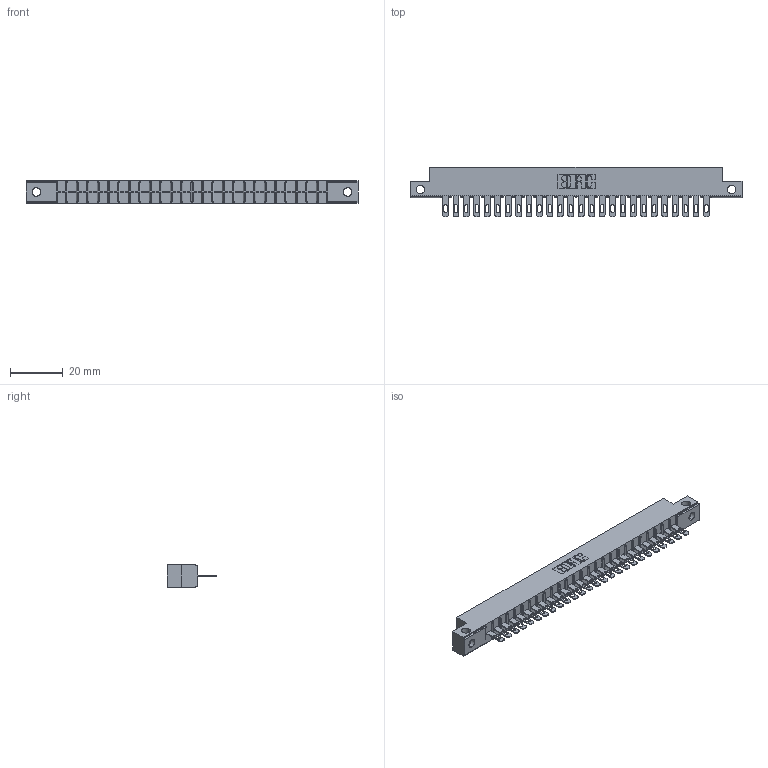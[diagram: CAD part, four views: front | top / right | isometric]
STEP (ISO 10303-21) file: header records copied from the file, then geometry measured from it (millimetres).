
FILE_DESCRIPTION (( 'STEP AP203' ), '1' );
FILE_NAME ('306-026-500-112.STEP', '2020-09-20T19:37:30', ( '' ), ( '' ), 'SwSTEP 2.0', 'SolidWorks 2020', '' );
FILE_SCHEMA (( 'CONFIG_CONTROL_DESIGN' ));
Length unit declared in the file: inch
Products named in the file (3): 306-290-001_100; 306 Part_.128 Dia; 306-026-500-112
Assembly tree (27 placements, depth 2):
  306-026-500-112
    306 Part_.128 Dia
    306-290-001_100  x26
Bounding box: 126.03 x 18.87 x 8.71 mm (x, y, z)
Volume: 8581.6 mm3; surface area: 13181.9 mm2
Topology: 27 solids, 27 shells, 2104 faces, 5942 edges, 3816 vertices
Faces by surface type: plane 1368, cylinder 632, sphere 104
Entity records: 26889 total; most frequent: CARTESIAN_POINT 4561, ORIENTED_EDGE 4476, DIRECTION 4438, EDGE_CURVE 2238, VECTOR 1724, LINE 1724, VERTEX_POINT 1416, AXIS2_PLACEMENT_3D 1357
